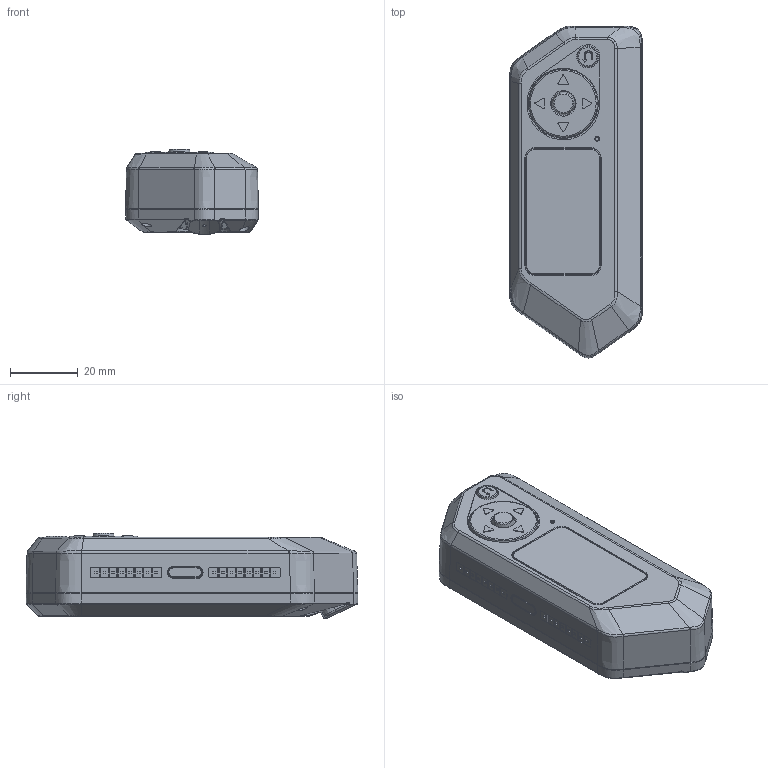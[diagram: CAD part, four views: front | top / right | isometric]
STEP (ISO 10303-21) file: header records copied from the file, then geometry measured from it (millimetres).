
FILE_DESCRIPTION(('CATIA V5 STEP Exchange'),'2;1');
FILE_NAME('Flipper_dummy.stp','2020-08-26T08:48:33+00:00',('none'),('none'),'CATIA Version 5 Release 19 SP 8 (IN-10)','CATIA V5 STEP AP214','none');
FILE_SCHEMA(('AUTOMOTIVE_DESIGN { 1 0 10303 214 1 1 1 1 }'));
Products named in the file (1): Flipper_dummy
Bounding box: 39.29 x 98.11 x 25.4 mm (x, y, z)
Volume: 75097.2 mm3; surface area: 12839 mm2
Topology: 1 solids, 9 shells, 746 faces, 1827 edges, 1138 vertices
Faces by surface type: bspline 283, plane 248, cylinder 165, cone 40, torus 8, extrusion 2
Entity records: 40236 total; most frequent: CARTESIAN_POINT 25856, ORIENTED_EDGE 3652, EDGE_CURVE 1826, DIRECTION 1636, VERTEX_POINT 1138, B_SPLINE_CURVE_WITH_KNOTS 1030, EDGE_LOOP 794, ADVANCED_FACE 746
